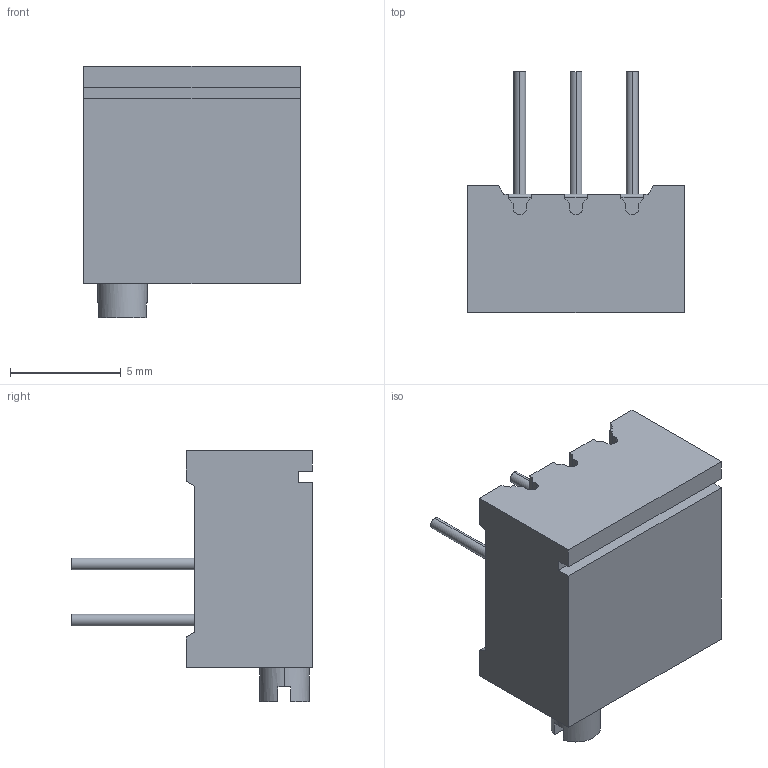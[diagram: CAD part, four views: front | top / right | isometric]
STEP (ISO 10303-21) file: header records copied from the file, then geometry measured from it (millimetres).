
FILE_DESCRIPTION((''),'2;1');
FILE_NAME('68P_SW0001','2013-03-01T',('BMozley'),(''),'PRO/ENGINEER BY PARAMETRIC TECHNOLOGY CORPORATION, 2012480','PRO/ENGINEER BY PARAMETRIC TECHNOLOGY CORPORATION, 2012480','');
FILE_SCHEMA(('CONFIG_CONTROL_DESIGN'));
Length unit declared in the file: inch
Products named in the file (1): 68P_SW0001
Bounding box: 9.78 x 10.9 x 11.35 mm (x, y, z)
Volume: 518.7 mm3; surface area: 468.9 mm2
Topology: 1 solids, 1 shells, 80 faces, 212 edges, 138 vertices
Faces by surface type: plane 65, cylinder 15
Entity records: 2510 total; most frequent: CARTESIAN_POINT 466, ORIENTED_EDGE 424, DIRECTION 394, EDGE_CURVE 212, VECTOR 182, LINE 182, VERTEX_POINT 138, AXIS2_PLACEMENT_3D 106
